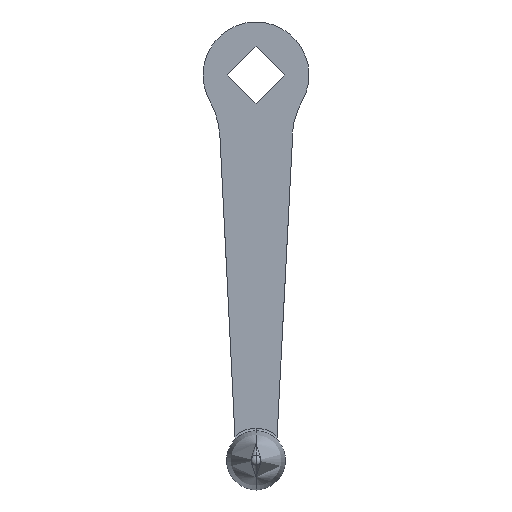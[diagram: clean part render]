
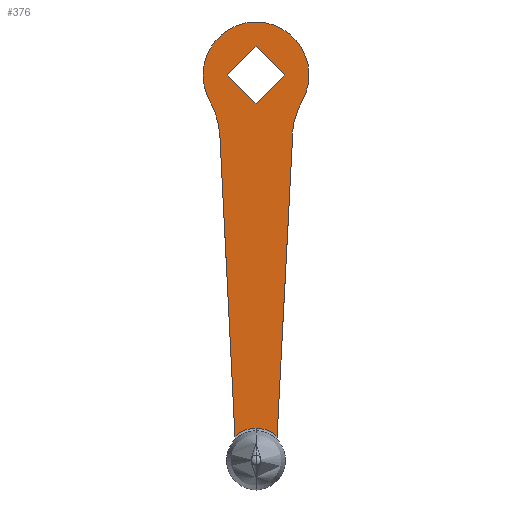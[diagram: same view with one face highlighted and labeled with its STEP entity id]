
A CAD part, front view. The second image highlights one B-rep face of the part: STEP entity #376.
In plain terms, the highlighted planar face has unit normal (0, -1, 0).
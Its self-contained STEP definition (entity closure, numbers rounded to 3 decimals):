
#186=EDGE_CURVE('',#442,#450,#522,.T.);
#190=VERTEX_POINT('',#526);
#196=EDGE_CURVE('',#274,#442,#532,.T.);
#202=EDGE_CURVE('',#450,#228,#539,.T.);
#204=EDGE_CURVE('',#252,#386,#541,.T.);
#218=EDGE_CURVE('',#228,#252,#555,.T.);
#228=VERTEX_POINT('',#567);
#240=EDGE_CURVE('',#190,#274,#580,.T.);
#252=VERTEX_POINT('',#593);
#274=VERTEX_POINT('',#617);
#368=VERTEX_POINT('',#727);
#376=ADVANCED_FACE('',(#735,#736),#737,.F.);
#386=VERTEX_POINT('',#748);
#436=EDGE_CURVE('',#368,#386,#804,.T.);
#442=VERTEX_POINT('',#811);
#450=VERTEX_POINT('',#821);
#454=EDGE_CURVE('',#462,#476,#825,.T.);
#456=EDGE_CURVE('',#490,#462,#827,.T.);
#462=VERTEX_POINT('',#833);
#472=EDGE_CURVE('',#476,#494,#845,.T.);
#476=VERTEX_POINT('',#849);
#482=EDGE_CURVE('',#190,#368,#855,.T.);
#488=EDGE_CURVE('',#494,#490,#861,.T.);
#490=VERTEX_POINT('',#863);
#494=VERTEX_POINT('',#867);
#522=CIRCLE('',#888,22.0);
#526=CARTESIAN_POINT('',(-8.741,-38.0,-149.931));
#532=CIRCLE('',#905,34.);
#539=CIRCLE('',#915,22.0);
#541=LINE('',#918,#919);
#555=CIRCLE('',#941,34.);
#567=CARTESIAN_POINT('',(19.223,-38.0,-10.7));
#580=LINE('',#990,#991);
#593=CARTESIAN_POINT('',(15.,-38.0,-29.407));
#617=CARTESIAN_POINT('',(-15.0,-38.0,-25.065));
#727=CARTESIAN_POINT('',(0.,-38.0,-146.667));
#735=FACE_OUTER_BOUND('',#1184,.T.);
#736=FACE_BOUND('',#1185,.T.);
#737=PLANE('',#1186);
#748=CARTESIAN_POINT('',(8.749,-38.0,-149.938));
#804=CIRCLE('',#1289,13.333);
#811=CARTESIAN_POINT('',(-19.223,-38.0,-10.7));
#821=CARTESIAN_POINT('',(-19.223,-38.0,10.7));
#825=LINE('',#1314,#1315);
#827=LINE('',#1318,#1319);
#833=CARTESIAN_POINT('',(12.021,-38.0,0.));
#845=LINE('',#1341,#1342);
#849=CARTESIAN_POINT('',(0.,-38.0,12.021));
#855=CIRCLE('',#1356,13.333);
#861=LINE('',#1364,#1365);
#863=CARTESIAN_POINT('',(0.,-38.0,-12.021));
#867=CARTESIAN_POINT('',(-12.021,-38.0,0.));
#888=AXIS2_PLACEMENT_3D('',#1386,#1387,#1388);
#905=AXIS2_PLACEMENT_3D('',#1392,#1393,#1394);
#915=AXIS2_PLACEMENT_3D('',#1404,#1405,#1406);
#918=CARTESIAN_POINT('',(14.542,-38.0,-38.236));
#919=VECTOR('',#1407,1.0);
#941=AXIS2_PLACEMENT_3D('',#1414,#1415,#1416);
#990=CARTESIAN_POINT('',(-11.199,-38.0,-100.881));
#991=VECTOR('',#1451,1.0);
#1184=EDGE_LOOP('',(#1659,#1660,#1661,#1662,#1663,#1664,#1665,#1666));
#1185=EDGE_LOOP('',(#1667,#1668,#1669,#1670));
#1186=AXIS2_PLACEMENT_3D('',#1671,#1672,#1673);
#1289=AXIS2_PLACEMENT_3D('',#1753,#1754,#1755);
#1314=CARTESIAN_POINT('',(14.589,-38.0,-2.568));
#1315=VECTOR('',#1788,1.0);
#1318=CARTESIAN_POINT('',(-2.568,-38.0,-14.589));
#1319=VECTOR('',#1789,1.0);
#1341=CARTESIAN_POINT('',(-20.599,-38.0,-8.578));
#1342=VECTOR('',#1810,1.0);
#1356=AXIS2_PLACEMENT_3D('',#1815,#1816,#1817);
#1364=CARTESIAN_POINT('',(8.578,-38.0,-20.599));
#1365=VECTOR('',#1821,1.0);
#1386=CARTESIAN_POINT('',(0.0,-38.0,0.));
#1387=DIRECTION('',(0.0,1.0,0.0));
#1388=DIRECTION('',(0.874,0.0,-0.486));
#1392=CARTESIAN_POINT('',(-48.931,-38.0,-27.236));
#1393=DIRECTION('',(0.0,-1.0,0.0));
#1394=DIRECTION('',(0.874,0.0,0.486));
#1404=CARTESIAN_POINT('',(0.0,-38.0,0.));
#1405=DIRECTION('',(0.0,1.0,0.0));
#1406=DIRECTION('',(0.874,0.0,-0.486));
#1407=DIRECTION('',(-0.052,0.0,-0.999));
#1414=CARTESIAN_POINT('',(48.931,-38.0,-27.236));
#1415=DIRECTION('',(0.0,-1.0,-0.0));
#1416=DIRECTION('',(-0.998,0.0,-0.064));
#1451=DIRECTION('',(-0.05,0.0,0.999));
#1659=ORIENTED_EDGE('',*,*,#240,.F.);
#1660=ORIENTED_EDGE('',*,*,#482,.T.);
#1661=ORIENTED_EDGE('',*,*,#436,.T.);
#1662=ORIENTED_EDGE('',*,*,#204,.F.);
#1663=ORIENTED_EDGE('',*,*,#218,.F.);
#1664=ORIENTED_EDGE('',*,*,#202,.F.);
#1665=ORIENTED_EDGE('',*,*,#186,.F.);
#1666=ORIENTED_EDGE('',*,*,#196,.F.);
#1667=ORIENTED_EDGE('',*,*,#488,.F.);
#1668=ORIENTED_EDGE('',*,*,#472,.F.);
#1669=ORIENTED_EDGE('',*,*,#454,.F.);
#1670=ORIENTED_EDGE('',*,*,#456,.F.);
#1671=CARTESIAN_POINT('',(0.,-38.0,-46.333));
#1672=DIRECTION('',(-0.0,1.0,0.0));
#1673=DIRECTION('',(0.,0.0,1.0));
#1753=CARTESIAN_POINT('',(0.,-38.0,-160.0));
#1754=DIRECTION('',(-0.0,1.0,0.0));
#1755=DIRECTION('',(0.,0.0,1.0));
#1788=DIRECTION('',(-0.707,0.0,0.707));
#1789=DIRECTION('',(0.707,0.0,0.707));
#1810=DIRECTION('',(-0.707,0.0,-0.707));
#1815=CARTESIAN_POINT('',(0.,-38.0,-160.0));
#1816=DIRECTION('',(-0.0,1.0,0.0));
#1817=DIRECTION('',(0.,0.0,1.0));
#1821=DIRECTION('',(0.707,0.0,-0.707));
